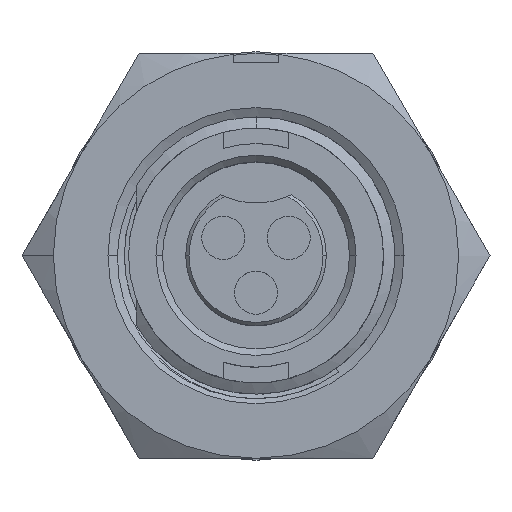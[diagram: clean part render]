
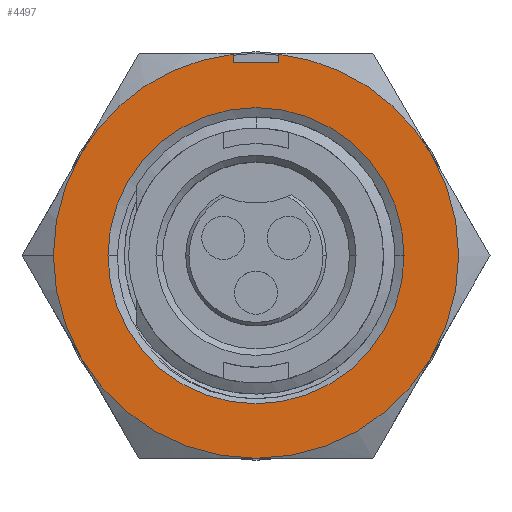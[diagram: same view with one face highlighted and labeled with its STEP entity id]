
A CAD part, top view. The second image highlights one B-rep face of the part: STEP entity #4497.
In plain terms, the highlighted planar face has unit normal (0, 0, 1).
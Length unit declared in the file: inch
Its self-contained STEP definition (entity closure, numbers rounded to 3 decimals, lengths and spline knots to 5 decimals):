
#34 = ORIENTED_EDGE ( 'NONE', *, *, #10060, .F. ) ;
#62 = ORIENTED_EDGE ( 'NONE', *, *, #8284, .F. ) ;
#84 = LINE ( 'NONE', #1989, #8061 ) ;
#353 = CARTESIAN_POINT ( 'NONE',  ( 0.26847, 0.155, -0.2823 ) ) ;
#411 = CARTESIAN_POINT ( 'NONE',  ( -0.035, 0.295, -0.2823 ) ) ;
#458 = CARTESIAN_POINT ( 'NONE',  ( 0., -0.62, -0.2823 ) ) ;
#615 = DIRECTION ( 'NONE',  ( 0., 1., 0. ) ) ;
#936 = EDGE_CURVE ( 'NONE', #13157, #6496, #5988, .T. ) ;
#947 = ORIENTED_EDGE ( 'NONE', *, *, #12548, .F. ) ;
#1179 = EDGE_CURVE ( 'NONE', #2970, #11988, #7448, .T. ) ;
#1255 = CARTESIAN_POINT ( 'NONE',  ( 0.26847, -0.155, -0.2823 ) ) ;
#1312 = DIRECTION ( 'NONE',  ( 0., 0., -1. ) ) ;
#1345 = DIRECTION ( 'NONE',  ( 0., 0., -1. ) ) ;
#1559 = DIRECTION ( 'NONE',  ( 0., 0., -1. ) ) ;
#1614 = CARTESIAN_POINT ( 'NONE',  ( 0.035, 0.35188, -0.2823 ) ) ;
#1632 = AXIS2_PLACEMENT_3D ( 'NONE', #7555, #1345, #8600 ) ;
#1666 = CARTESIAN_POINT ( 'NONE',  ( 0., 0., -0.2823 ) ) ;
#1762 = CARTESIAN_POINT ( 'NONE',  ( -0.2265, 0., -0.2823 ) ) ;
#1855 = EDGE_CURVE ( 'NONE', #13233, #7716, #3874, .T. ) ;
#1927 = CARTESIAN_POINT ( 'NONE',  ( 0., 0., -0.2823 ) ) ;
#1989 = CARTESIAN_POINT ( 'NONE',  ( -0.035, 0.35188, -0.2823 ) ) ;
#2026 = ORIENTED_EDGE ( 'NONE', *, *, #11844, .F. ) ;
#2222 = VECTOR ( 'NONE', #615, 39.37008 ) ;
#2371 = DIRECTION ( 'NONE',  ( 0., 0., -1. ) ) ;
#2498 = ORIENTED_EDGE ( 'NONE', *, *, #1855, .F. ) ;
#2695 = DIRECTION ( 'NONE',  ( -1., 0., 0. ) ) ;
#2942 = CARTESIAN_POINT ( 'NONE',  ( 0., 0., -0.2823 ) ) ;
#2952 = DIRECTION ( 'NONE',  ( -1., 0., 0. ) ) ;
#2970 = VERTEX_POINT ( 'NONE', #8392 ) ;
#3217 = CARTESIAN_POINT ( 'NONE',  ( 0., 0., -0.2823 ) ) ;
#3370 = CARTESIAN_POINT ( 'NONE',  ( 0., -0.31, -0.2823 ) ) ;
#3518 = ORIENTED_EDGE ( 'NONE', *, *, #936, .T. ) ;
#3519 = AXIS2_PLACEMENT_3D ( 'NONE', #6157, #13422, #7211 ) ;
#3720 = LINE ( 'NONE', #9940, #5814 ) ;
#3874 = CIRCLE ( 'NONE', #1632, 0.31 ) ;
#3983 = DIRECTION ( 'NONE',  ( -1., 0., 0. ) ) ;
#3989 = AXIS2_PLACEMENT_3D ( 'NONE', #7518, #1312, #8563 ) ;
#4186 = CARTESIAN_POINT ( 'NONE',  ( -0.31, 0., -0.2823 ) ) ;
#4204 = AXIS2_PLACEMENT_3D ( 'NONE', #10499, #4272, #11540 ) ;
#4212 = ORIENTED_EDGE ( 'NONE', *, *, #1179, .F. ) ;
#4240 = AXIS2_PLACEMENT_3D ( 'NONE', #1927, #9181, #2952 ) ;
#4255 = DIRECTION ( 'NONE',  ( -1., 0., 0. ) ) ;
#4272 = DIRECTION ( 'NONE',  ( 0., 0., -1. ) ) ;
#4422 = CARTESIAN_POINT ( 'NONE',  ( 0.035, 0.30802, -0.2823 ) ) ;
#4467 = VERTEX_POINT ( 'NONE', #411 ) ;
#4497 = ADVANCED_FACE ( 'NONE', ( #4556, #9759 ), #7764, .F. ) ;
#4556 = FACE_BOUND ( 'NONE', #9781, .T. ) ;
#4941 = AXIS2_PLACEMENT_3D ( 'NONE', #2942, #10206, #3983 ) ;
#5007 = CIRCLE ( 'NONE', #7552, 0.31 ) ;
#5242 = VERTEX_POINT ( 'NONE', #11935 ) ;
#5392 = EDGE_CURVE ( 'NONE', #5242, #6779, #6490, .T. ) ;
#5658 = ORIENTED_EDGE ( 'NONE', *, *, #5392, .F. ) ;
#5814 = VECTOR ( 'NONE', #8939, 39.37008 ) ;
#5972 = CIRCLE ( 'NONE', #3989, 0.2265 ) ;
#5988 = CIRCLE ( 'NONE', #3519, 0.2265 ) ;
#6141 = DIRECTION ( 'NONE',  ( 0., -1., 0. ) ) ;
#6157 = CARTESIAN_POINT ( 'NONE',  ( 0., 0., -0.2823 ) ) ;
#6258 = EDGE_LOOP ( 'NONE', ( #2498, #947, #9149, #2026, #5658, #62, #4212, #10548, #12745, #34 ) ) ;
#6459 = CARTESIAN_POINT ( 'NONE',  ( 0.035, 0.295, -0.2823 ) ) ;
#6490 = CIRCLE ( 'NONE', #7192, 0.31 ) ;
#6496 = VERTEX_POINT ( 'NONE', #1762 ) ;
#6779 = VERTEX_POINT ( 'NONE', #13032 ) ;
#6780 = CIRCLE ( 'NONE', #8095, 0.31 ) ;
#6962 = CIRCLE ( 'NONE', #4941, 0.31 ) ;
#7192 = AXIS2_PLACEMENT_3D ( 'NONE', #8587, #2371, #9621 ) ;
#7211 = DIRECTION ( 'NONE',  ( -1., 0., 0. ) ) ;
#7448 = CIRCLE ( 'NONE', #4204, 0.31 ) ;
#7518 = CARTESIAN_POINT ( 'NONE',  ( 0., 0., -0.2823 ) ) ;
#7552 = AXIS2_PLACEMENT_3D ( 'NONE', #3217, #10483, #4255 ) ;
#7555 = CARTESIAN_POINT ( 'NONE',  ( 0., 0., -0.2823 ) ) ;
#7594 = EDGE_CURVE ( 'NONE', #10528, #2970, #5007, .T. ) ;
#7716 = VERTEX_POINT ( 'NONE', #353 ) ;
#7764 = PLANE ( 'NONE',  #8400 ) ;
#7860 = ORIENTED_EDGE ( 'NONE', *, *, #8556, .T. ) ;
#7974 = EDGE_CURVE ( 'NONE', #4467, #9715, #3720, .T. ) ;
#8061 = VECTOR ( 'NONE', #6141, 39.37008 ) ;
#8095 = AXIS2_PLACEMENT_3D ( 'NONE', #1666, #8911, #2695 ) ;
#8212 = LINE ( 'NONE', #1614, #2222 ) ;
#8224 = EDGE_CURVE ( 'NONE', #9703, #10528, #12796, .T. ) ;
#8284 = EDGE_CURVE ( 'NONE', #11988, #5242, #6962, .T. ) ;
#8392 = CARTESIAN_POINT ( 'NONE',  ( -0.26847, -0.155, -0.2823 ) ) ;
#8400 = AXIS2_PLACEMENT_3D ( 'NONE', #458, #1559, #8810 ) ;
#8550 = CARTESIAN_POINT ( 'NONE',  ( 0.2265, 0., -0.2823 ) ) ;
#8556 = EDGE_CURVE ( 'NONE', #6496, #13157, #5972, .T. ) ;
#8563 = DIRECTION ( 'NONE',  ( -1., 0., 0. ) ) ;
#8587 = CARTESIAN_POINT ( 'NONE',  ( 0., 0., -0.2823 ) ) ;
#8600 = DIRECTION ( 'NONE',  ( -1., 0., 0. ) ) ;
#8810 = DIRECTION ( 'NONE',  ( -1., 0., 0. ) ) ;
#8911 = DIRECTION ( 'NONE',  ( 0., 0., -1. ) ) ;
#8939 = DIRECTION ( 'NONE',  ( 1., 0., 0. ) ) ;
#9149 = ORIENTED_EDGE ( 'NONE', *, *, #7974, .F. ) ;
#9181 = DIRECTION ( 'NONE',  ( 0., 0., -1. ) ) ;
#9621 = DIRECTION ( 'NONE',  ( -1., 0., 0. ) ) ;
#9703 = VERTEX_POINT ( 'NONE', #1255 ) ;
#9715 = VERTEX_POINT ( 'NONE', #6459 ) ;
#9759 = FACE_OUTER_BOUND ( 'NONE', #6258, .T. ) ;
#9781 = EDGE_LOOP ( 'NONE', ( #3518, #7860 ) ) ;
#9940 = CARTESIAN_POINT ( 'NONE',  ( -0.035, 0.295, -0.2823 ) ) ;
#10060 = EDGE_CURVE ( 'NONE', #7716, #9703, #6780, .T. ) ;
#10206 = DIRECTION ( 'NONE',  ( 0., 0., -1. ) ) ;
#10483 = DIRECTION ( 'NONE',  ( 0., 0., -1. ) ) ;
#10499 = CARTESIAN_POINT ( 'NONE',  ( 0., 0., -0.2823 ) ) ;
#10528 = VERTEX_POINT ( 'NONE', #3370 ) ;
#10548 = ORIENTED_EDGE ( 'NONE', *, *, #7594, .F. ) ;
#11540 = DIRECTION ( 'NONE',  ( -1., 0., 0. ) ) ;
#11844 = EDGE_CURVE ( 'NONE', #6779, #4467, #84, .T. ) ;
#11935 = CARTESIAN_POINT ( 'NONE',  ( -0.26847, 0.155, -0.2823 ) ) ;
#11988 = VERTEX_POINT ( 'NONE', #4186 ) ;
#12548 = EDGE_CURVE ( 'NONE', #9715, #13233, #8212, .T. ) ;
#12745 = ORIENTED_EDGE ( 'NONE', *, *, #8224, .F. ) ;
#12796 = CIRCLE ( 'NONE', #4240, 0.31 ) ;
#13032 = CARTESIAN_POINT ( 'NONE',  ( -0.035, 0.30802, -0.2823 ) ) ;
#13157 = VERTEX_POINT ( 'NONE', #8550 ) ;
#13233 = VERTEX_POINT ( 'NONE', #4422 ) ;
#13422 = DIRECTION ( 'NONE',  ( 0., 0., -1. ) ) ;
